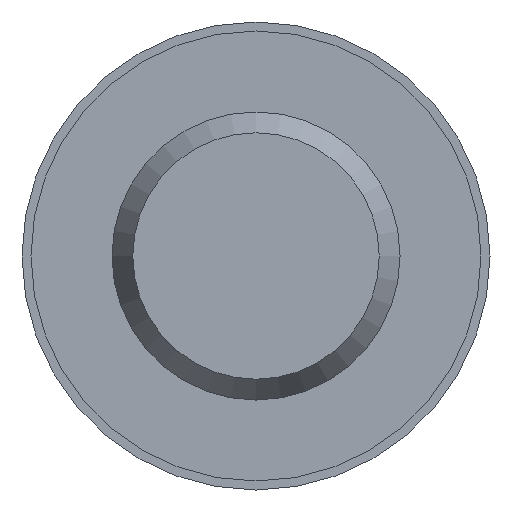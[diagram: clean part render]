
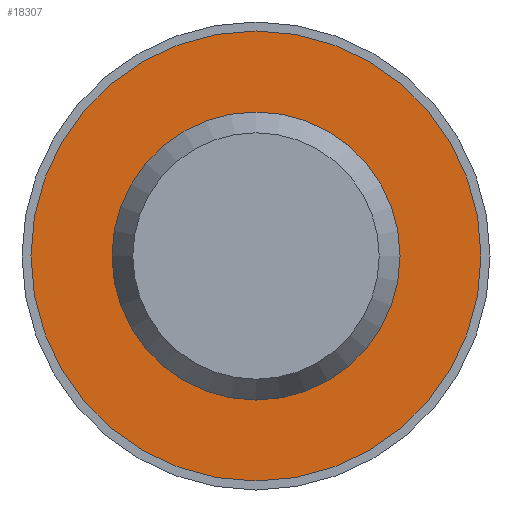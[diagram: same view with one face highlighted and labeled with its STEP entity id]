
A CAD part, front view. The second image highlights one B-rep face of the part: STEP entity #18307.
In plain terms, the highlighted face is planar.
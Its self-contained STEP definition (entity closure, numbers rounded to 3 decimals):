
#1972 = CARTESIAN_POINT ( 'NONE',  ( 0., 0., 0. ) ) ;
#2051 = EDGE_CURVE ( 'NONE', #6204, #6204, #2642, .T. ) ;
#2465 = CARTESIAN_POINT ( 'NONE',  ( 0., 0., -6.25 ) ) ;
#2642 = CIRCLE ( 'NONE', #13478, 6.25 ) ;
#2871 = CARTESIAN_POINT ( 'NONE',  ( 0., 0., 0. ) ) ;
#6204 = VERTEX_POINT ( 'NONE', #2465 ) ;
#7354 = DIRECTION ( 'NONE',  ( 0., 1., 0. ) ) ;
#8353 = CARTESIAN_POINT ( 'NONE',  ( 0., 0., 4. ) ) ;
#8944 = VERTEX_POINT ( 'NONE', #8353 ) ;
#10089 = EDGE_LOOP ( 'NONE', ( #11529 ) ) ;
#11529 = ORIENTED_EDGE ( 'NONE', *, *, #18850, .F. ) ;
#12041 = CARTESIAN_POINT ( 'NONE',  ( 0., 0., 0. ) ) ;
#12173 = CIRCLE ( 'NONE', #14809, 4. ) ;
#12277 = DIRECTION ( 'NONE',  ( 0., 0., 1. ) ) ;
#12666 = ORIENTED_EDGE ( 'NONE', *, *, #2051, .T. ) ;
#13478 = AXIS2_PLACEMENT_3D ( 'NONE', #2871, #16073, #17551 ) ;
#13631 = DIRECTION ( 'NONE',  ( 0., -1., 0. ) ) ;
#13972 = EDGE_LOOP ( 'NONE', ( #12666 ) ) ;
#14195 = AXIS2_PLACEMENT_3D ( 'NONE', #12041, #7354, #16413 ) ;
#14714 = FACE_OUTER_BOUND ( 'NONE', #13972, .T. ) ;
#14809 = AXIS2_PLACEMENT_3D ( 'NONE', #1972, #13631, #12277 ) ;
#15631 = FACE_BOUND ( 'NONE', #10089, .T. ) ;
#16073 = DIRECTION ( 'NONE',  ( 0., -1., 0. ) ) ;
#16163 = PLANE ( 'NONE',  #14195 ) ;
#16413 = DIRECTION ( 'NONE',  ( 0., 0., 1. ) ) ;
#17551 = DIRECTION ( 'NONE',  ( 0., 0., -1. ) ) ;
#18307 = ADVANCED_FACE ( 'NONE', ( #15631, #14714 ), #16163, .F. ) ;
#18850 = EDGE_CURVE ( 'NONE', #8944, #8944, #12173, .T. ) ;
